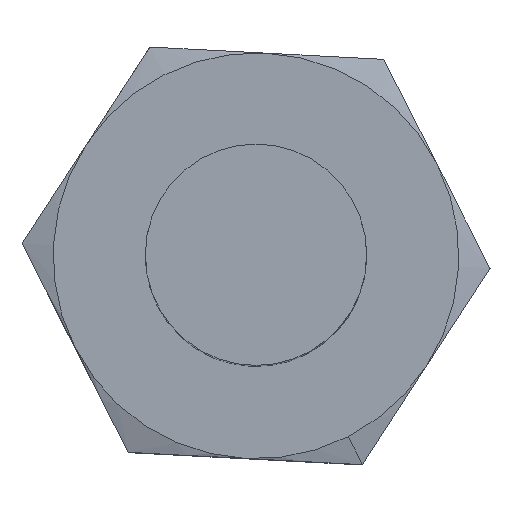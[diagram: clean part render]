
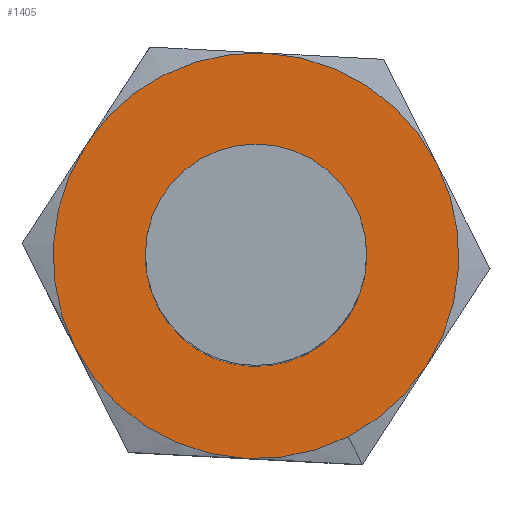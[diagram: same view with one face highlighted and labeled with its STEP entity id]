
A CAD part, top view. The second image highlights one B-rep face of the part: STEP entity #1405.
In plain terms, the highlighted planar face has unit normal (0, 0, 1).
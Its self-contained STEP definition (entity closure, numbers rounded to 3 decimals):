
#35 = CARTESIAN_POINT ( 'NONE',  ( 0., 0., 5.5 ) ) ;
#123 = AXIS2_PLACEMENT_3D ( 'NONE', #35, #1817, #1447 ) ;
#333 = DIRECTION ( 'NONE',  ( 0., 0., -1. ) ) ;
#350 = CIRCLE ( 'NONE', #3543, 3. ) ;
#365 = VERTEX_POINT ( 'NONE', #4431 ) ;
#439 = CARTESIAN_POINT ( 'NONE',  ( 0., 0., 5.5 ) ) ;
#482 = CARTESIAN_POINT ( 'NONE',  ( 0.006, 5.5, 5.5 ) ) ;
#567 = CARTESIAN_POINT ( 'NONE',  ( 4.76, -2.755, 5.5 ) ) ;
#568 = CIRCLE ( 'NONE', #4344, 5.5 ) ;
#636 = VERTEX_POINT ( 'NONE', #3986 ) ;
#683 = DIRECTION ( 'NONE',  ( 0., 0., 1. ) ) ;
#701 = DIRECTION ( 'NONE',  ( 0., 0., -1. ) ) ;
#768 = ORIENTED_EDGE ( 'NONE', *, *, #2941, .T. ) ;
#773 = CARTESIAN_POINT ( 'NONE',  ( 0., 0., 5.5 ) ) ;
#791 = CIRCLE ( 'NONE', #1159, 5.5 ) ;
#917 = EDGE_CURVE ( 'NONE', #1842, #1604, #791, .T. ) ;
#980 = DIRECTION ( 'NONE',  ( 1., 0., 0. ) ) ;
#990 = ORIENTED_EDGE ( 'NONE', *, *, #917, .T. ) ;
#1010 = EDGE_CURVE ( 'NONE', #365, #2312, #350, .T. ) ;
#1056 = EDGE_LOOP ( 'NONE', ( #3797, #4412, #990, #3035, #768, #2745, #3096 ) ) ;
#1122 = DIRECTION ( 'NONE',  ( 1., 0., 0. ) ) ;
#1159 = AXIS2_PLACEMENT_3D ( 'NONE', #2679, #3103, #980 ) ;
#1168 = CARTESIAN_POINT ( 'NONE',  ( 0., 0., 5.5 ) ) ;
#1405 = ADVANCED_FACE ( 'NONE', ( #2185, #3557 ), #3600, .T. ) ;
#1447 = DIRECTION ( 'NONE',  ( 1., 0., 0. ) ) ;
#1455 = EDGE_CURVE ( 'NONE', #2848, #3802, #2061, .T. ) ;
#1471 = DIRECTION ( 'NONE',  ( 1., 0., 0. ) ) ;
#1604 = VERTEX_POINT ( 'NONE', #482 ) ;
#1625 = DIRECTION ( 'NONE',  ( 1., 0., 0. ) ) ;
#1678 = CIRCLE ( 'NONE', #2198, 5.5 ) ;
#1707 = CARTESIAN_POINT ( 'NONE',  ( 0., 0., 5.5 ) ) ;
#1728 = DIRECTION ( 'NONE',  ( 0., 0., 1. ) ) ;
#1774 = DIRECTION ( 'NONE',  ( 1., 0., 0. ) ) ;
#1817 = DIRECTION ( 'NONE',  ( 0., 0., 1. ) ) ;
#1835 = DIRECTION ( 'NONE',  ( 1., 0., 0. ) ) ;
#1842 = VERTEX_POINT ( 'NONE', #2881 ) ;
#2061 = CIRCLE ( 'NONE', #3842, 5.5 ) ;
#2185 = FACE_BOUND ( 'NONE', #3216, .T. ) ;
#2198 = AXIS2_PLACEMENT_3D ( 'NONE', #773, #2477, #1471 ) ;
#2200 = CIRCLE ( 'NONE', #123, 5.5 ) ;
#2312 = VERTEX_POINT ( 'NONE', #4192 ) ;
#2437 = AXIS2_PLACEMENT_3D ( 'NONE', #439, #3536, #1835 ) ;
#2477 = DIRECTION ( 'NONE',  ( 0., 0., 1. ) ) ;
#2679 = CARTESIAN_POINT ( 'NONE',  ( 0., 0., 5.5 ) ) ;
#2706 = VERTEX_POINT ( 'NONE', #567 ) ;
#2745 = ORIENTED_EDGE ( 'NONE', *, *, #1455, .T. ) ;
#2801 = CARTESIAN_POINT ( 'NONE',  ( 0., 0., 5.5 ) ) ;
#2814 = CIRCLE ( 'NONE', #4355, 5.5 ) ;
#2848 = VERTEX_POINT ( 'NONE', #2849 ) ;
#2849 = CARTESIAN_POINT ( 'NONE',  ( -4.766, -2.745, 5.5 ) ) ;
#2881 = CARTESIAN_POINT ( 'NONE',  ( 4.766, 2.745, 5.5 ) ) ;
#2939 = DIRECTION ( 'NONE',  ( 1., 0., 0. ) ) ;
#2941 = EDGE_CURVE ( 'NONE', #3700, #2848, #4199, .T. ) ;
#2953 = CARTESIAN_POINT ( 'NONE',  ( 0., 0., 5.5 ) ) ;
#2999 = EDGE_CURVE ( 'NONE', #3802, #2706, #568, .T. ) ;
#3035 = ORIENTED_EDGE ( 'NONE', *, *, #4557, .T. ) ;
#3096 = ORIENTED_EDGE ( 'NONE', *, *, #2999, .T. ) ;
#3103 = DIRECTION ( 'NONE',  ( 0., 0., 1. ) ) ;
#3168 = CIRCLE ( 'NONE', #4504, 3. ) ;
#3196 = DIRECTION ( 'NONE',  ( 1., 0., 0. ) ) ;
#3200 = CARTESIAN_POINT ( 'NONE',  ( 0., 0., 5.5 ) ) ;
#3203 = EDGE_CURVE ( 'NONE', #636, #1842, #2200, .T. ) ;
#3216 = EDGE_LOOP ( 'NONE', ( #4300, #3885 ) ) ;
#3250 = EDGE_CURVE ( 'NONE', #2312, #365, #3168, .T. ) ;
#3289 = DIRECTION ( 'NONE',  ( 0., 0., 1. ) ) ;
#3342 = EDGE_CURVE ( 'NONE', #2706, #636, #1678, .T. ) ;
#3536 = DIRECTION ( 'NONE',  ( 0., 0., 1. ) ) ;
#3541 = CARTESIAN_POINT ( 'NONE',  ( 0., 0., 5.5 ) ) ;
#3543 = AXIS2_PLACEMENT_3D ( 'NONE', #2801, #701, #3860 ) ;
#3557 = FACE_OUTER_BOUND ( 'NONE', #1056, .T. ) ;
#3600 = PLANE ( 'NONE',  #2437 ) ;
#3700 = VERTEX_POINT ( 'NONE', #4444 ) ;
#3754 = AXIS2_PLACEMENT_3D ( 'NONE', #1707, #683, #1774 ) ;
#3797 = ORIENTED_EDGE ( 'NONE', *, *, #3342, .T. ) ;
#3802 = VERTEX_POINT ( 'NONE', #3862 ) ;
#3842 = AXIS2_PLACEMENT_3D ( 'NONE', #2953, #4057, #1625 ) ;
#3860 = DIRECTION ( 'NONE',  ( 1., 0., 0. ) ) ;
#3862 = CARTESIAN_POINT ( 'NONE',  ( -0.006, -5.5, 5.5 ) ) ;
#3885 = ORIENTED_EDGE ( 'NONE', *, *, #3250, .T. ) ;
#3986 = CARTESIAN_POINT ( 'NONE',  ( 5.5, 0., 5.5 ) ) ;
#4057 = DIRECTION ( 'NONE',  ( 0., 0., 1. ) ) ;
#4192 = CARTESIAN_POINT ( 'NONE',  ( -3., 0., 5.5 ) ) ;
#4199 = CIRCLE ( 'NONE', #3754, 5.5 ) ;
#4300 = ORIENTED_EDGE ( 'NONE', *, *, #1010, .T. ) ;
#4344 = AXIS2_PLACEMENT_3D ( 'NONE', #3541, #1728, #3196 ) ;
#4355 = AXIS2_PLACEMENT_3D ( 'NONE', #1168, #3289, #2939 ) ;
#4412 = ORIENTED_EDGE ( 'NONE', *, *, #3203, .T. ) ;
#4431 = CARTESIAN_POINT ( 'NONE',  ( 3., 0., 5.5 ) ) ;
#4444 = CARTESIAN_POINT ( 'NONE',  ( -4.76, 2.755, 5.5 ) ) ;
#4504 = AXIS2_PLACEMENT_3D ( 'NONE', #3200, #333, #1122 ) ;
#4557 = EDGE_CURVE ( 'NONE', #1604, #3700, #2814, .T. ) ;
